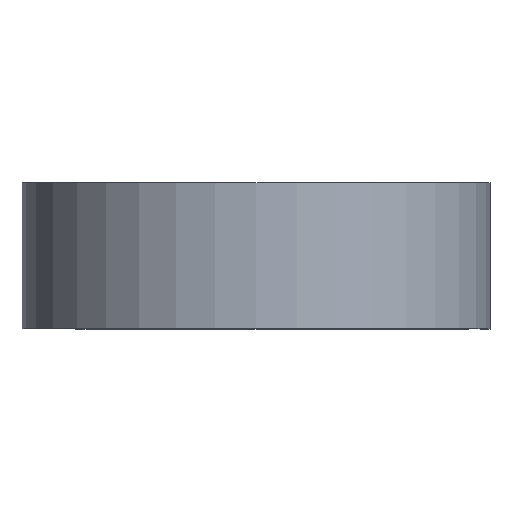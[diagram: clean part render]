
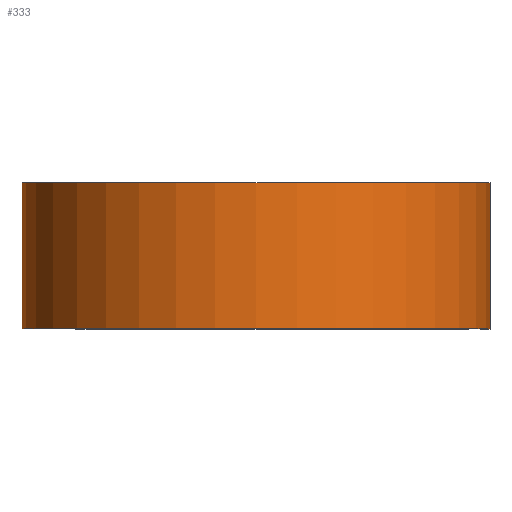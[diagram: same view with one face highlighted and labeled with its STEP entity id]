
A CAD part, top view. The second image highlights one B-rep face of the part: STEP entity #333.
In plain terms, the highlighted cylindrical face has radius 30.582 mm (diameter 61.163 mm), a partial arc.
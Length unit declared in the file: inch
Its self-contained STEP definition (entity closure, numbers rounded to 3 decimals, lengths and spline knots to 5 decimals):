
#28 = ORIENTED_EDGE ( 'NONE', *, *, #60, .T. ) ;
#35 = VERTEX_POINT ( 'NONE', #734 ) ;
#44 = DIRECTION ( 'NONE',  ( 0., -1., 0. ) ) ;
#50 = DIRECTION ( 'NONE',  ( 0., -1., 0. ) ) ;
#60 = EDGE_CURVE ( 'NONE', #466, #365, #572, .T. ) ;
#120 = ORIENTED_EDGE ( 'NONE', *, *, #637, .F. ) ;
#138 = EDGE_CURVE ( 'NONE', #35, #703, #452, .T. ) ;
#177 = CARTESIAN_POINT ( 'NONE',  ( 0., -0.375, -1.204 ) ) ;
#183 = EDGE_LOOP ( 'NONE', ( #347, #297, #120, #28 ) ) ;
#193 = DIRECTION ( 'NONE',  ( 0., -1., 0. ) ) ;
#223 = DIRECTION ( 'NONE',  ( 0., 0., -1. ) ) ;
#274 = CARTESIAN_POINT ( 'NONE',  ( 0., 0.375, -1.204 ) ) ;
#297 = ORIENTED_EDGE ( 'NONE', *, *, #138, .F. ) ;
#333 = ADVANCED_FACE ( 'NONE', ( #513 ), #518, .T. ) ;
#347 = ORIENTED_EDGE ( 'NONE', *, *, #445, .T. ) ;
#365 = VERTEX_POINT ( 'NONE', #177 ) ;
#388 = VECTOR ( 'NONE', #193, 39.37008 ) ;
#389 = CARTESIAN_POINT ( 'NONE',  ( 0., -0.375, 0. ) ) ;
#411 = CARTESIAN_POINT ( 'NONE',  ( 1.204, -0.375, 0. ) ) ;
#445 = EDGE_CURVE ( 'NONE', #365, #703, #539, .T. ) ;
#452 = LINE ( 'NONE', #556, #388 ) ;
#464 = DIRECTION ( 'NONE',  ( 1., 0., 0. ) ) ;
#466 = VERTEX_POINT ( 'NONE', #605 ) ;
#486 = AXIS2_PLACEMENT_3D ( 'NONE', #580, #44, #223 ) ;
#513 = FACE_OUTER_BOUND ( 'NONE', #183, .T. ) ;
#518 = CYLINDRICAL_SURFACE ( 'NONE', #486, 1.204 ) ;
#539 = CIRCLE ( 'NONE', #615, 1.204 ) ;
#545 = VECTOR ( 'NONE', #50, 39.37008 ) ;
#556 = CARTESIAN_POINT ( 'NONE',  ( 1.204, 0.375, 0. ) ) ;
#572 = LINE ( 'NONE', #274, #545 ) ;
#580 = CARTESIAN_POINT ( 'NONE',  ( 0., 0.375, 0. ) ) ;
#605 = CARTESIAN_POINT ( 'NONE',  ( 0., 0.375, -1.204 ) ) ;
#615 = AXIS2_PLACEMENT_3D ( 'NONE', #389, #722, #464 ) ;
#637 = EDGE_CURVE ( 'NONE', #466, #35, #659, .T. ) ;
#659 = CIRCLE ( 'NONE', #710, 1.204 ) ;
#703 = VERTEX_POINT ( 'NONE', #411 ) ;
#710 = AXIS2_PLACEMENT_3D ( 'NONE', #725, #723, #721 ) ;
#721 = DIRECTION ( 'NONE',  ( 1., 0., 0. ) ) ;
#722 = DIRECTION ( 'NONE',  ( 0., 1., 0. ) ) ;
#723 = DIRECTION ( 'NONE',  ( 0., 1., 0. ) ) ;
#725 = CARTESIAN_POINT ( 'NONE',  ( 0., 0.375, 0. ) ) ;
#734 = CARTESIAN_POINT ( 'NONE',  ( 1.204, 0.375, 0. ) ) ;
